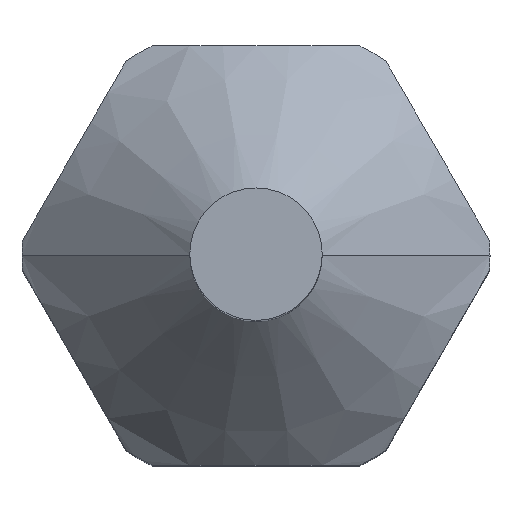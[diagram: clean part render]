
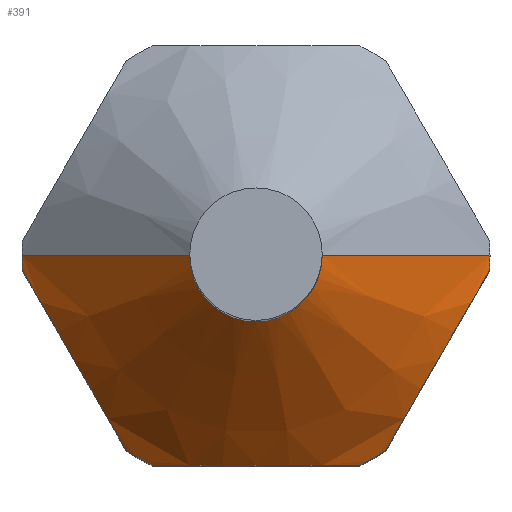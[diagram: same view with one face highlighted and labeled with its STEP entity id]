
A CAD part, top view. The second image highlights one B-rep face of the part: STEP entity #391.
In plain terms, the highlighted conical face has half-angle 45 degrees and reference radius 6.8 mm.
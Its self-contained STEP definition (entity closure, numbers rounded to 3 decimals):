
#265=VERTEX_POINT('',#654);
#299=EDGE_CURVE('',#265,#515,#690,.T.);
#305=EDGE_CURVE('',#355,#409,#696,.T.);
#309=EDGE_CURVE('',#265,#313,#701,.T.);
#311=EDGE_CURVE('',#419,#445,#703,.T.);
#313=VERTEX_POINT('',#705);
#317=VERTEX_POINT('',#710);
#319=EDGE_CURVE('',#465,#379,#712,.T.);
#349=EDGE_CURVE('',#355,#317,#745,.T.);
#355=VERTEX_POINT('',#751);
#359=EDGE_CURVE('',#317,#515,#755,.T.);
#361=EDGE_CURVE('',#313,#379,#757,.T.);
#379=VERTEX_POINT('',#776);
#391=ADVANCED_FACE('',(#790),#791,.T.);
#409=VERTEX_POINT('',#810);
#417=EDGE_CURVE('',#419,#409,#818,.T.);
#419=VERTEX_POINT('',#820);
#435=EDGE_CURVE('',#465,#445,#839,.T.);
#445=VERTEX_POINT('',#850);
#465=VERTEX_POINT('',#873);
#515=VERTEX_POINT('',#929);
#654=CARTESIAN_POINT('',(-3.0,0.,30.0));
#690=CIRCLE('',#1173,3.0);
#696=(B_SPLINE_CURVE(2,(#1193,#1194,#1195),.UNSPECIFIED.,.F.,.F.)B_SPLINE_CURVE_WITH_KNOTS((3,3),(0.0,9.658),.UNSPECIFIED.)RATIONAL_B_SPLINE_CURVE((1.0,1.116,1.0))BOUNDED_CURVE()REPRESENTATION_ITEM('')GEOMETRIC_REPRESENTATION_ITEM()CURVE());
#701=LINE('',#1207,#1208);
#703=(B_SPLINE_CURVE(2,(#1212,#1213,#1214),.UNSPECIFIED.,.F.,.F.)B_SPLINE_CURVE_WITH_KNOTS((3,3),(0.0,9.658),.UNSPECIFIED.)RATIONAL_B_SPLINE_CURVE((1.0,1.116,1.0))BOUNDED_CURVE()REPRESENTATION_ITEM('')GEOMETRIC_REPRESENTATION_ITEM()CURVE());
#705=CARTESIAN_POINT('',(-10.6,0.,22.4));
#710=CARTESIAN_POINT('',(10.6,0.,22.4));
#712=(B_SPLINE_CURVE(2,(#1231,#1232,#1233),.UNSPECIFIED.,.F.,.F.)B_SPLINE_CURVE_WITH_KNOTS((3,3),(0.0,9.658),.UNSPECIFIED.)RATIONAL_B_SPLINE_CURVE((1.0,1.116,1.0))BOUNDED_CURVE()REPRESENTATION_ITEM('')GEOMETRIC_REPRESENTATION_ITEM()CURVE());
#745=CIRCLE('',#1295,10.6);
#751=CARTESIAN_POINT('',(10.578,-0.678,22.4));
#755=LINE('',#1307,#1308);
#757=CIRCLE('',#1311,10.6);
#776=CARTESIAN_POINT('',(-10.578,-0.678,22.4));
#790=FACE_OUTER_BOUND('',#1363,.T.);
#791=CONICAL_SURFACE('',#1364,6.8,0.785);
#810=CARTESIAN_POINT('',(5.876,-8.822,22.4));
#818=CIRCLE('',#1423,10.6);
#820=CARTESIAN_POINT('',(4.702,-9.5,22.4));
#839=CIRCLE('',#1452,10.6);
#850=CARTESIAN_POINT('',(-4.702,-9.5,22.4));
#873=CARTESIAN_POINT('',(-5.876,-8.822,22.4));
#929=CARTESIAN_POINT('',(3.0,0.,30.0));
#1173=AXIS2_PLACEMENT_3D('',#1796,#1797,#1798);
#1193=CARTESIAN_POINT('',(10.578,-0.678,22.4));
#1194=CARTESIAN_POINT('',(8.227,-4.75,24.486));
#1195=CARTESIAN_POINT('',(5.876,-8.822,22.4));
#1207=CARTESIAN_POINT('',(-6.8,0.,26.2));
#1208=VECTOR('',#1810,1.0);
#1212=CARTESIAN_POINT('',(4.702,-9.5,22.4));
#1213=CARTESIAN_POINT('',(0.,-9.5,24.486));
#1214=CARTESIAN_POINT('',(-4.702,-9.5,22.4));
#1231=CARTESIAN_POINT('',(-5.876,-8.822,22.4));
#1232=CARTESIAN_POINT('',(-8.227,-4.75,24.486));
#1233=CARTESIAN_POINT('',(-10.578,-0.678,22.4));
#1295=AXIS2_PLACEMENT_3D('',#1854,#1855,#1856);
#1307=CARTESIAN_POINT('',(6.8,0.,26.2));
#1308=VECTOR('',#1860,1.0);
#1311=AXIS2_PLACEMENT_3D('',#1861,#1862,#1863);
#1363=EDGE_LOOP('',(#1901,#1902,#1903,#1904,#1905,#1906,#1907,#1908,#1909,#1910));
#1364=AXIS2_PLACEMENT_3D('',#1911,#1912,#1913);
#1423=AXIS2_PLACEMENT_3D('',#1941,#1942,#1943);
#1452=AXIS2_PLACEMENT_3D('',#1976,#1977,#1978);
#1796=CARTESIAN_POINT('',(0.,0.,30.0));
#1797=DIRECTION('',(0.,0.,1.0));
#1798=DIRECTION('',(-1.0,0.,0.0));
#1810=DIRECTION('',(-0.707,0.,-0.707));
#1854=CARTESIAN_POINT('',(0.,0.,22.4));
#1855=DIRECTION('',(0.,0.,1.0));
#1856=DIRECTION('',(-1.0,0.,0.0));
#1860=DIRECTION('',(-0.707,0.,0.707));
#1861=CARTESIAN_POINT('',(0.,0.,22.4));
#1862=DIRECTION('',(0.,0.,1.0));
#1863=DIRECTION('',(-1.0,0.,0.0));
#1901=ORIENTED_EDGE('',*,*,#309,.T.);
#1902=ORIENTED_EDGE('',*,*,#361,.T.);
#1903=ORIENTED_EDGE('',*,*,#319,.F.);
#1904=ORIENTED_EDGE('',*,*,#435,.T.);
#1905=ORIENTED_EDGE('',*,*,#311,.F.);
#1906=ORIENTED_EDGE('',*,*,#417,.T.);
#1907=ORIENTED_EDGE('',*,*,#305,.F.);
#1908=ORIENTED_EDGE('',*,*,#349,.T.);
#1909=ORIENTED_EDGE('',*,*,#359,.T.);
#1910=ORIENTED_EDGE('',*,*,#299,.F.);
#1911=CARTESIAN_POINT('',(0.,0.,26.2));
#1912=DIRECTION('',(0.,0.,-1.0));
#1913=DIRECTION('',(-1.0,0.,0.0));
#1941=CARTESIAN_POINT('',(0.,0.,22.4));
#1942=DIRECTION('',(0.,0.,1.0));
#1943=DIRECTION('',(-1.0,0.,0.0));
#1976=CARTESIAN_POINT('',(0.,0.,22.4));
#1977=DIRECTION('',(0.,0.,1.0));
#1978=DIRECTION('',(-1.0,0.,0.0));
